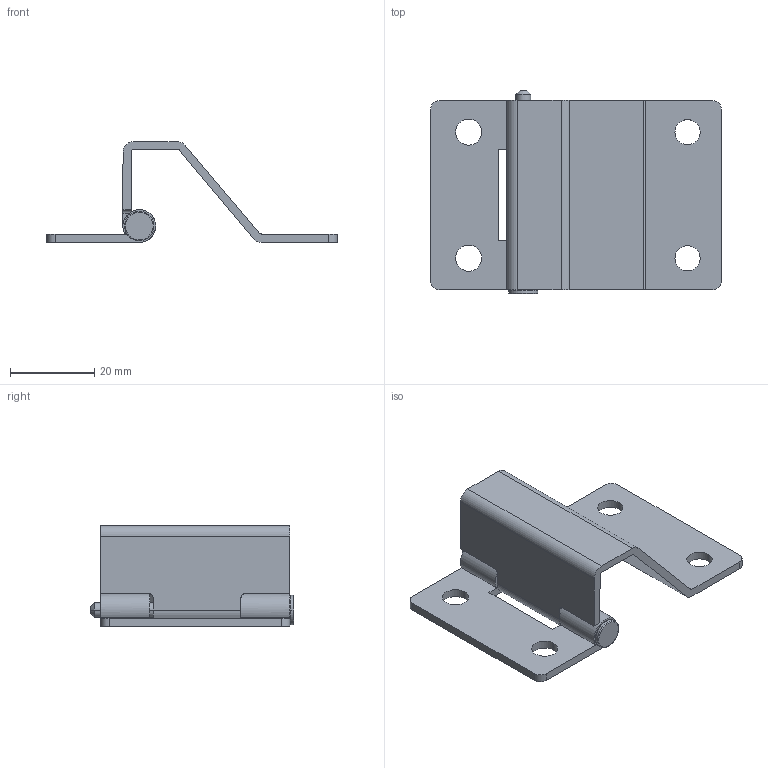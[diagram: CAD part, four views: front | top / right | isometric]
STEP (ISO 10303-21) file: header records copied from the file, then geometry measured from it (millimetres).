
FILE_DESCRIPTION(/* description */ (''),/* implementation_level */ '2;1');
FILE_NAME(/* name */ 'JL018',/* time_stamp */ '2024-09-02T14:14:44+08:00',/* author */ (''),/* organization */ (''),/* preprocessor_version */ 'ST-DEVELOPER v19.2',/* originating_system */ 'Rhino 8.5',/* authorisation */ '');
FILE_SCHEMA (('CONFIG_CONTROL_DESIGN'));
Length unit declared in the file: millimetre
Products named in the file (1): Document
Bounding box: 69.1 x 48.5 x 24 mm (x, y, z)
Volume: 10003.9 mm3; surface area: 11422.4 mm2
Topology: 3 solids, 3 shells, 84 faces, 218 edges, 142 vertices
Faces by surface type: plane 46, cylinder 32, bspline 6
Entity records: 2899 total; most frequent: CARTESIAN_POINT 945, ORIENTED_EDGE 436, DIRECTION 271, EDGE_CURVE 218, AXIS2_PLACEMENT_3D 173, VERTEX_POINT 142, TRIMMED_CURVE 96, CIRCLE 96
